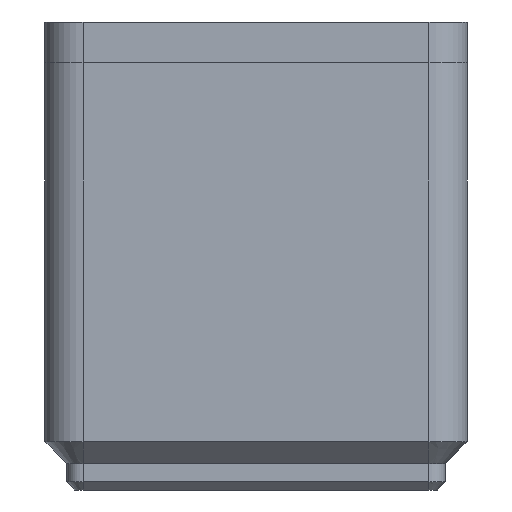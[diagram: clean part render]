
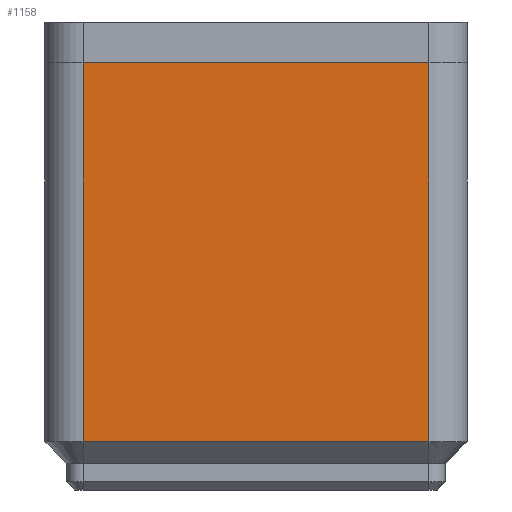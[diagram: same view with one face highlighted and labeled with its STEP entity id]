
A CAD part, front view. The second image highlights one B-rep face of the part: STEP entity #1158.
In plain terms, the highlighted planar face has unit normal (0, -1, 0).
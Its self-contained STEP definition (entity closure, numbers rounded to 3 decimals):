
#429 = VERTEX_POINT('',#430);
#430 = CARTESIAN_POINT('',(-17.,-20.75,0.));
#509 = EDGE_CURVE('',#510,#429,#512,.T.);
#510 = VERTEX_POINT('',#511);
#511 = CARTESIAN_POINT('',(-17.,-20.75,-37.25));
#512 = LINE('',#513,#514);
#513 = CARTESIAN_POINT('',(-17.,-20.75,-37.25));
#514 = VECTOR('',#515,1.);
#515 = DIRECTION('',(0.,0.,1.));
#1038 = EDGE_CURVE('',#429,#1039,#1041,.T.);
#1039 = VERTEX_POINT('',#1040);
#1040 = CARTESIAN_POINT('',(17.,-20.75,0.));
#1041 = LINE('',#1042,#1043);
#1042 = CARTESIAN_POINT('',(17.,-20.75,0.));
#1043 = VECTOR('',#1044,1.);
#1044 = DIRECTION('',(1.,0.,0.));
#1158 = ADVANCED_FACE('',(#1159),#1177,.T.);
#1159 = FACE_BOUND('',#1160,.T.);
#1160 = EDGE_LOOP('',(#1161,#1169,#1170,#1171));
#1161 = ORIENTED_EDGE('',*,*,#1162,.T.);
#1162 = EDGE_CURVE('',#1163,#1039,#1165,.T.);
#1163 = VERTEX_POINT('',#1164);
#1164 = CARTESIAN_POINT('',(17.,-20.75,-37.25));
#1165 = LINE('',#1166,#1167);
#1166 = CARTESIAN_POINT('',(17.,-20.75,-37.25));
#1167 = VECTOR('',#1168,1.);
#1168 = DIRECTION('',(0.,0.,1.));
#1169 = ORIENTED_EDGE('',*,*,#1038,.F.);
#1170 = ORIENTED_EDGE('',*,*,#509,.F.);
#1171 = ORIENTED_EDGE('',*,*,#1172,.F.);
#1172 = EDGE_CURVE('',#1163,#510,#1173,.T.);
#1173 = LINE('',#1174,#1175);
#1174 = CARTESIAN_POINT('',(17.,-20.75,-37.25));
#1175 = VECTOR('',#1176,1.);
#1176 = DIRECTION('',(-1.,0.,0.));
#1177 = PLANE('',#1178);
#1178 = AXIS2_PLACEMENT_3D('',#1179,#1180,#1181);
#1179 = CARTESIAN_POINT('',(17.,-20.75,-37.25));
#1180 = DIRECTION('',(0.,-1.,0.));
#1181 = DIRECTION('',(-1.,0.,0.));
